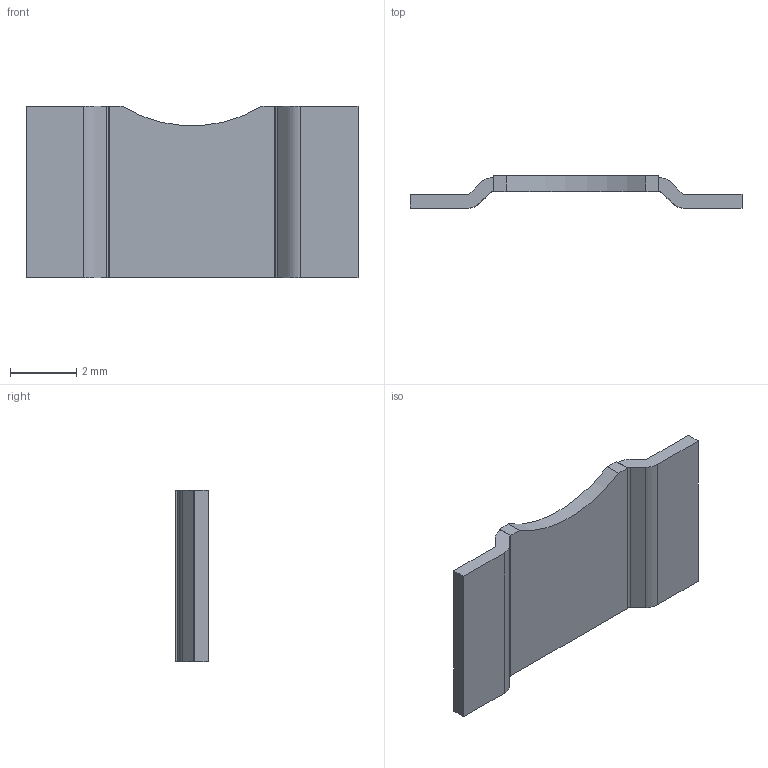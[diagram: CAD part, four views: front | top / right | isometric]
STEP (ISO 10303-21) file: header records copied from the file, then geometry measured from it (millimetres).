
FILE_DESCRIPTION (( 'STEP AP214' ), '1' );
FILE_NAME ('CSS2H-3920.STEP', '2023-01-04T13:59:08', ( '' ), ( '' ), 'SwSTEP 2.0', 'SolidWorks 2022', '' );
FILE_SCHEMA (( 'AUTOMOTIVE_DESIGN' ));
Length unit declared in the file: inch
Products named in the file (6): RESISTI3920_2; 3DMODEL-TEXT3920_ASM_3_ASM; MANIFOLD_SOLID_BREP_1090; CSS2H-3920; MANIFOLD_SOLID_BREP_547; COPPER3920__3_ASM
Assembly tree (5 placements, depth 4):
  CSS2H-3920
    3DMODEL-TEXT3920_ASM_3_ASM
      COPPER3920__3_ASM
        MANIFOLD_SOLID_BREP_547
        MANIFOLD_SOLID_BREP_1090
      RESISTI3920_2
Bounding box: 10.04 x 0.99 x 5.2 mm (x, y, z)
Volume: 23.5 mm3; surface area: 128 mm2
Topology: 3 solids, 3 shells, 36 faces, 90 edges, 60 vertices
Faces by surface type: plane 27, cylinder 9
Entity records: 1302 total; most frequent: DIRECTION 200, CARTESIAN_POINT 196, ORIENTED_EDGE 180, EDGE_CURVE 90, VECTOR 72, LINE 72, AXIS2_PLACEMENT_3D 64, VERTEX_POINT 60
